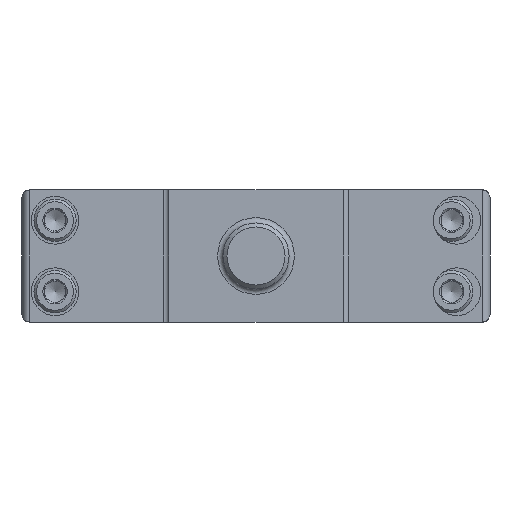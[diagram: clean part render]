
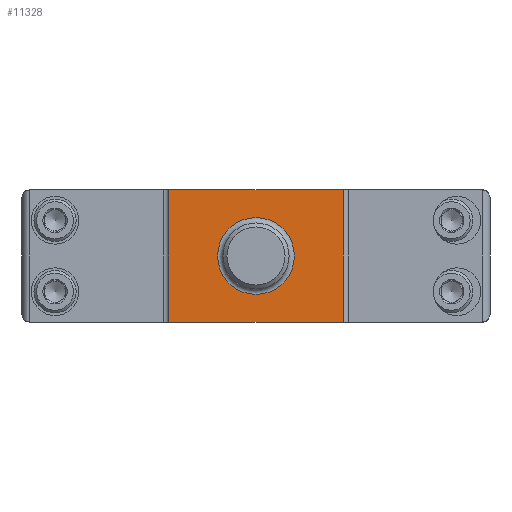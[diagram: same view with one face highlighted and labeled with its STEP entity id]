
A CAD part, left-side view. The second image highlights one B-rep face of the part: STEP entity #11328.
In plain terms, the highlighted planar face has unit normal (-1, 0, 0).
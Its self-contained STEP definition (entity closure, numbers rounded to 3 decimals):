
#284=CIRCLE('',#12070,14.5);
#1044=ORIENTED_EDGE('',*,*,#4392,.T.);
#1045=ORIENTED_EDGE('',*,*,#4393,.T.);
#1046=ORIENTED_EDGE('',*,*,#4170,.F.);
#1047=ORIENTED_EDGE('',*,*,#4394,.F.);
#1048=ORIENTED_EDGE('',*,*,#4123,.F.);
#4123=EDGE_CURVE('',#5824,#5825,#6906,.T.);
#4170=EDGE_CURVE('',#5871,#5872,#6939,.T.);
#4392=EDGE_CURVE('',#6071,#6071,#284,.T.);
#4393=EDGE_CURVE('',#5824,#5872,#7150,.T.);
#4394=EDGE_CURVE('',#5825,#5871,#7151,.T.);
#5824=VERTEX_POINT('',#16696);
#5825=VERTEX_POINT('',#16698);
#5871=VERTEX_POINT('',#16792);
#5872=VERTEX_POINT('',#16794);
#6071=VERTEX_POINT('',#17234);
#6906=LINE('',#16697,#8135);
#6939=LINE('',#16793,#8168);
#7150=LINE('',#17235,#8379);
#7151=LINE('',#17236,#8380);
#8135=VECTOR('',#13175,1000.);
#8168=VECTOR('',#13240,1000.);
#8379=VECTOR('',#13513,1000.);
#8380=VECTOR('',#13514,1000.);
#9389=EDGE_LOOP('',(#1044));
#9390=EDGE_LOOP('',(#1045,#1046,#1047,#1048));
#10104=FACE_BOUND('',#9389,.T.);
#10105=FACE_BOUND('',#9390,.T.);
#10810=PLANE('',#12069);
#11328=ADVANCED_FACE('',(#10104,#10105),#10810,.F.);
#12069=AXIS2_PLACEMENT_3D('',#17232,#13509,#13510);
#12070=AXIS2_PLACEMENT_3D('',#17233,#13511,#13512);
#13175=DIRECTION('',(0.,-1.,0.));
#13240=DIRECTION('',(0.,1.,0.));
#13509=DIRECTION('',(1.,0.,0.));
#13510=DIRECTION('',(0.,1.,0.));
#13511=DIRECTION('',(1.,0.,0.));
#13512=DIRECTION('',(0.,0.,-1.));
#13513=DIRECTION('',(0.,0.,-1.));
#13514=DIRECTION('',(0.,0.,-1.));
#16696=CARTESIAN_POINT('',(-27.8,32.929,25.));
#16697=CARTESIAN_POINT('',(-27.8,88.5,25.));
#16698=CARTESIAN_POINT('',(-27.8,-32.929,25.));
#16792=CARTESIAN_POINT('',(-27.8,-32.929,-25.));
#16793=CARTESIAN_POINT('',(-27.8,-88.5,-25.));
#16794=CARTESIAN_POINT('',(-27.8,32.929,-25.));
#17232=CARTESIAN_POINT('',(-27.8,32.929,30.));
#17233=CARTESIAN_POINT('',(-27.8,0.,0.));
#17234=CARTESIAN_POINT('',(-27.8,0.,-14.5));
#17235=CARTESIAN_POINT('',(-27.8,32.929,30.));
#17236=CARTESIAN_POINT('',(-27.8,-32.929,30.));
